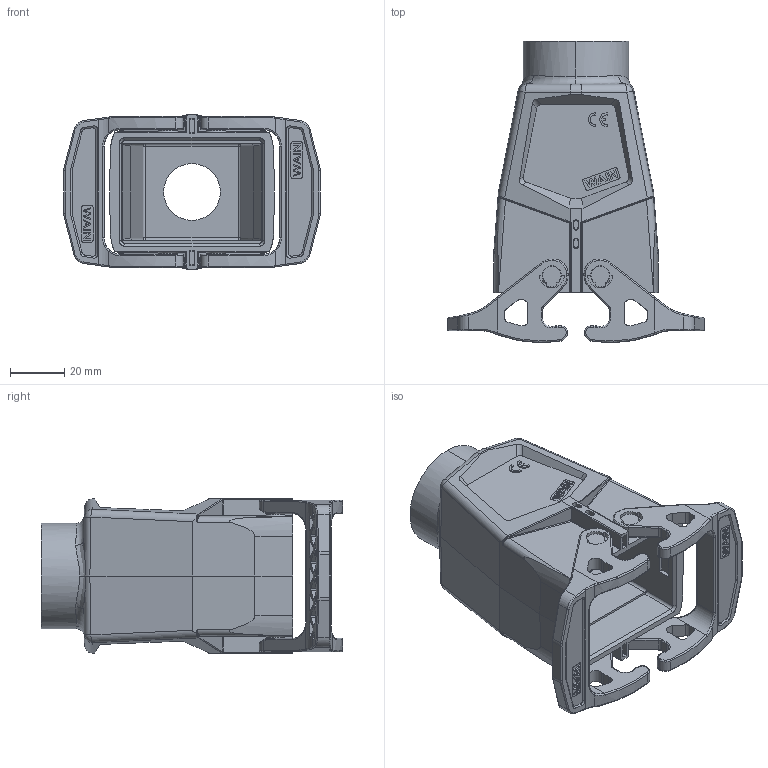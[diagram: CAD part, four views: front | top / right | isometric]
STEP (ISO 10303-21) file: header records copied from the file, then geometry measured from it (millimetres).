
FILE_DESCRIPTION(/* description */ (''),/* implementation_level */ '2;1');
FILE_NAME(/* name */ '3D_1290064471501_HM6B.P-TEH-2L-M25_V1.0.stp',/* time_stamp */ '2024-03-20T09:55:43+08:00',/* author */ (''),/* organization */ (''),/* preprocessor_version */ 'ST-DEVELOPER v18.1',/* originating_system */ 'SIEMENS PLM Software NX 1980',/* authorisation */ '');
FILE_SCHEMA (('FEATURE_BASED_PROCESS_PLANNING'));
Length unit declared in the file: millimetre
Products named in the file (1): _model2
Bounding box: 95 x 111.44 x 57 mm (x, y, z)
Volume: 92073.3 mm3; surface area: 49817.7 mm2
Topology: 1 solids, 1 shells, 1212 faces, 3252 edges, 2086 vertices
Faces by surface type: plane 546, cylinder 459, torus 132, bspline 42, cone 21, sphere 12
Full cylindrical faces by diameter (mm): 21 x1, 23.4 x7
Entity records: 42726 total; most frequent: CARTESIAN_POINT 14102, ORIENTED_EDGE 6452, DIRECTION 5248, EDGE_CURVE 3226, VERTEX_POINT 2070, AXIS2_PLACEMENT_3D 1774, LINE 1700, VECTOR 1700
